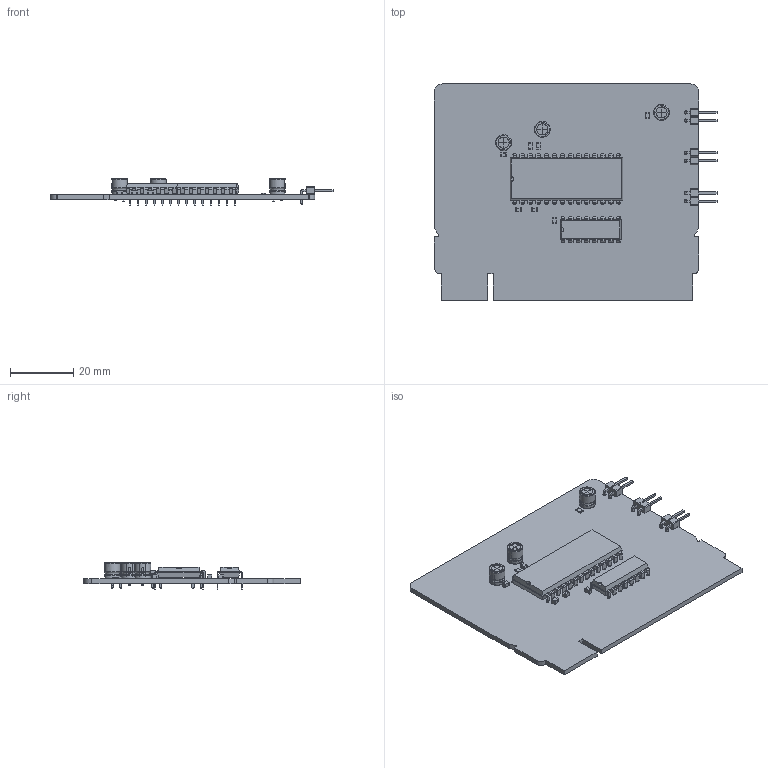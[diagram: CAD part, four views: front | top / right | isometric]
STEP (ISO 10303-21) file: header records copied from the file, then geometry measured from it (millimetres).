
FILE_DESCRIPTION(('KiCad electronic assembly'),'2;1');
FILE_NAME('SID.step','2024-07-24T22:22:27',('Pcbnew'),('Kicad'), 'Open CASCADE STEP processor 7.6','KiCad to STEP converter','Unknown' );
FILE_SCHEMA(('AUTOMOTIVE_DESIGN { 1 0 10303 214 1 1 1 1 }'));
Length unit declared in the file: millimetre
Products named in the file (14): SID 1; R_0805_2012Metric; C_0805_2012Metric; DIP-28_W15.24mm; CP_Radial_D5.0mm_P2.50mm; CP_Radial_D50mm_P250mm; DIP-16_W7.62mm; PinHeader_1x02_P2.54mm_Horizontal; PinHeader_1x02_P254mm_Horizontal; SID_PCB
Assembly tree (22 placements, depth 3):
  SID 1
    R_0805_2012Metric  x2
      R_0805_2012Metric
    C_0805_2012Metric  x5
      C_0805_2012Metric
    DIP-28_W15.24mm
      DIP-28_W15.24mm
    CP_Radial_D5.0mm_P2.50mm  x3
      CP_Radial_D50mm_P250mm
    DIP-16_W7.62mm
      DIP-16_W7.62mm
    PinHeader_1x02_P2.54mm_Horizontal  x3
      PinHeader_1x02_P254mm_Horizontal
    SID_PCB
Bounding box: 89.29 x 68.2 x 8.3 mm (x, y, z)
Volume: 11358.8 mm3; surface area: 15026.5 mm2
Topology: 16 solids, 19 shells, 1367 faces, 3612 edges, 2311 vertices
Faces by surface type: plane 987, cylinder 273, bspline 86, revolution 15, torus 6
Full cylindrical faces by diameter (mm): 0.5 x6, 0.8 x50, 1 x6
Entity records: 39550 total; most frequent: CARTESIAN_POINT 7066, ORIENTED_EDGE 5488, DIRECTION 5007, EDGE_CURVE 2744, LINE 2286, VECTOR 2286, VERTEX_POINT 1753, AXIS2_PLACEMENT_3D 1358
